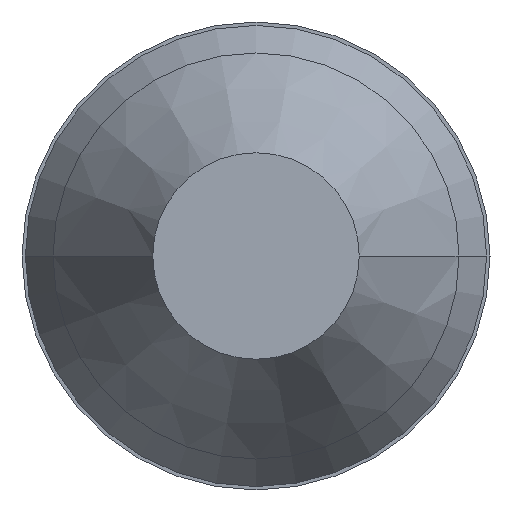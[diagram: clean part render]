
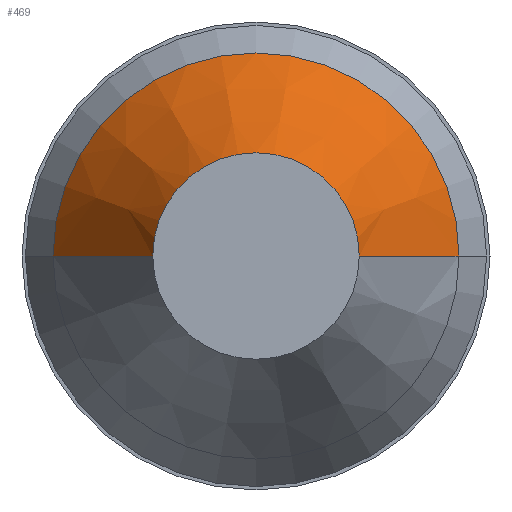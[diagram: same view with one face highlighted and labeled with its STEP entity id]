
A CAD part, left-side view. The second image highlights one B-rep face of the part: STEP entity #469.
In plain terms, the highlighted conical face has half-angle 30 degrees and reference radius 0.223 mm.
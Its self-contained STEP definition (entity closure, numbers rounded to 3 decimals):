
#139=CARTESIAN_POINT('',(-16.494,0.,0.));
#140=DIRECTION('',(1.,0.,0.));
#141=DIRECTION('',(0.,1.,0.));
#142=AXIS2_PLACEMENT_3D('',#139,#140,#141);
#144=DIRECTION('',(-0.866,-0.5,0.));
#145=VECTOR('',#144,0.29);
#146=CARTESIAN_POINT('',(-16.494,0.295,0.));
#147=LINE('',#146,#145);
#148=DIRECTION('',(-0.866,0.5,0.));
#149=VECTOR('',#148,0.29);
#150=CARTESIAN_POINT('',(-16.494,-0.295,0.));
#151=LINE('',#150,#149);
#162=CARTESIAN_POINT('',(-16.745,0.,0.));
#163=DIRECTION('',(1.,0.,0.));
#164=DIRECTION('',(0.,1.,0.));
#165=AXIS2_PLACEMENT_3D('',#162,#163,#164);
#181=CARTESIAN_POINT('',(-16.494,0.295,0.));
#182=VERTEX_POINT('',#181);
#183=CARTESIAN_POINT('',(-16.745,0.15,0.));
#184=VERTEX_POINT('',#183);
#199=CARTESIAN_POINT('',(-16.494,-0.295,0.));
#200=VERTEX_POINT('',#199);
#201=CARTESIAN_POINT('',(-16.745,-0.15,0.));
#202=VERTEX_POINT('',#201);
#455=CARTESIAN_POINT('',(-16.619,0.,0.));
#456=DIRECTION('',(1.,0.,0.));
#457=DIRECTION('',(0.,-1.,0.));
#458=AXIS2_PLACEMENT_3D('',#455,#456,#457);
#459=CONICAL_SURFACE('',#458,0.223,30.);
#461=ORIENTED_EDGE('',*,*,#460,.F.);
#462=ORIENTED_EDGE('',*,*,#450,.T.);
#464=ORIENTED_EDGE('',*,*,#463,.T.);
#466=ORIENTED_EDGE('',*,*,#465,.F.);
#467=EDGE_LOOP('',(#461,#462,#464,#466));
#468=FACE_OUTER_BOUND('',#467,.F.);
#469=ADVANCED_FACE('',(#468),#459,.T.);
#143=CIRCLE('',#142,0.295);
#166=CIRCLE('',#165,0.15);
#450=EDGE_CURVE('',#182,#200,#143,.T.);
#460=EDGE_CURVE('',#182,#184,#147,.T.);
#463=EDGE_CURVE('',#200,#202,#151,.T.);
#465=EDGE_CURVE('',#184,#202,#166,.T.);
